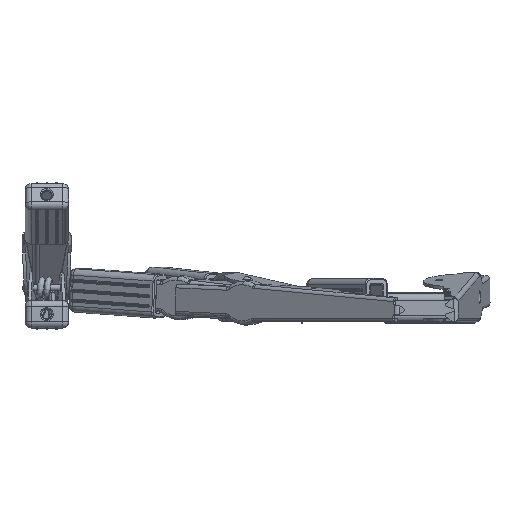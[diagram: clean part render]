
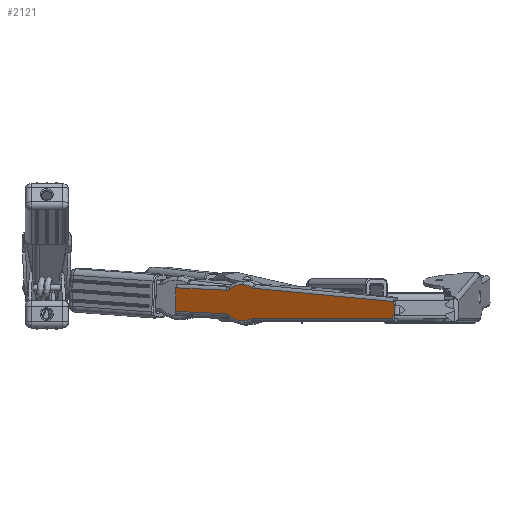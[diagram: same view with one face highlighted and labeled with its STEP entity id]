
A CAD part, front view. The second image highlights one B-rep face of the part: STEP entity #2121.
In plain terms, the highlighted face is planar.
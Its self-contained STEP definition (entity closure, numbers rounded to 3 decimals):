
#225 = DIRECTION ( 'NONE',  ( 0., 0., 1. ) ) ;
#416 = VERTEX_POINT ( 'NONE', #15625 ) ;
#448 = VERTEX_POINT ( 'NONE', #15691 ) ;
#618 = DIRECTION ( 'NONE',  ( 1., 0., 0. ) ) ;
#777 = CIRCLE ( 'NONE', #5543, 1.1 ) ;
#919 = CARTESIAN_POINT ( 'NONE',  ( 2.5, 0., 0. ) ) ;
#1047 = EDGE_CURVE ( 'NONE', #12861, #15895, #1629, .T. ) ;
#1114 = ORIENTED_EDGE ( 'NONE', *, *, #10699, .T. ) ;
#1199 = DIRECTION ( 'NONE',  ( 1., 0., 0. ) ) ;
#1236 = EDGE_CURVE ( 'NONE', #10876, #6276, #7534, .T. ) ;
#1304 = CIRCLE ( 'NONE', #4961, 1.1 ) ;
#1629 = LINE ( 'NONE', #3338, #16626 ) ;
#1710 = CARTESIAN_POINT ( 'NONE',  ( 3., 10., 0. ) ) ;
#1813 = CARTESIAN_POINT ( 'NONE',  ( -1.9, 0., 0. ) ) ;
#1877 = CARTESIAN_POINT ( 'NONE',  ( -3., 10., 0. ) ) ;
#2092 = VECTOR ( 'NONE', #14737, 1000. ) ;
#2121 = ADVANCED_FACE ( 'NONE', ( #10693 ), #5113, .F. ) ;
#2151 = VERTEX_POINT ( 'NONE', #13860 ) ;
#2228 = DIRECTION ( 'NONE',  ( 1., 0., 0. ) ) ;
#2291 = VERTEX_POINT ( 'NONE', #11263 ) ;
#2382 = AXIS2_PLACEMENT_3D ( 'NONE', #18632, #9916, #1199 ) ;
#2896 = AXIS2_PLACEMENT_3D ( 'NONE', #13131, #4429, #14612 ) ;
#2954 = ORIENTED_EDGE ( 'NONE', *, *, #17088, .T. ) ;
#2962 = VERTEX_POINT ( 'NONE', #4380 ) ;
#3162 = DIRECTION ( 'NONE',  ( 1., 0., 0. ) ) ;
#3318 = DIRECTION ( 'NONE',  ( 1., 0., 0. ) ) ;
#3338 = CARTESIAN_POINT ( 'NONE',  ( -2.612, 9.985, 0. ) ) ;
#3344 = EDGE_CURVE ( 'NONE', #10876, #10281, #17016, .T. ) ;
#3607 = AXIS2_PLACEMENT_3D ( 'NONE', #15468, #6784, #16943 ) ;
#3645 = CARTESIAN_POINT ( 'NONE',  ( 1.622, 13.201, 0. ) ) ;
#3772 = EDGE_CURVE ( 'NONE', #17039, #448, #4021, .T. ) ;
#4021 = CIRCLE ( 'NONE', #2896, 0.5 ) ;
#4155 = DIRECTION ( 'NONE',  ( 0., 0., -1. ) ) ;
#4159 = ORIENTED_EDGE ( 'NONE', *, *, #15947, .T. ) ;
#4166 = EDGE_CURVE ( 'NONE', #8020, #2962, #9712, .T. ) ;
#4223 = CIRCLE ( 'NONE', #17474, 4.522 ) ;
#4242 = VERTEX_POINT ( 'NONE', #9304 ) ;
#4246 = CIRCLE ( 'NONE', #5618, 4.522 ) ;
#4335 = ORIENTED_EDGE ( 'NONE', *, *, #7638, .T. ) ;
#4380 = CARTESIAN_POINT ( 'NONE',  ( 2.4, 15.477, 0. ) ) ;
#4429 = DIRECTION ( 'NONE',  ( 0., 0., 1. ) ) ;
#4573 = CARTESIAN_POINT ( 'NONE',  ( 1.9, 10., 0. ) ) ;
#4589 = ORIENTED_EDGE ( 'NONE', *, *, #1236, .F. ) ;
#4631 = EDGE_CURVE ( 'NONE', #2291, #9520, #7632, .T. ) ;
#4653 = EDGE_CURVE ( 'NONE', #4242, #12863, #4223, .T. ) ;
#4899 = DIRECTION ( 'NONE',  ( 0., 1., 0. ) ) ;
#4920 = ORIENTED_EDGE ( 'NONE', *, *, #4166, .T. ) ;
#4961 = AXIS2_PLACEMENT_3D ( 'NONE', #1877, #12053, #3318 ) ;
#5099 = CARTESIAN_POINT ( 'NONE',  ( 2.498, 15.066, 0. ) ) ;
#5113 = PLANE ( 'NONE',  #17127 ) ;
#5128 = DIRECTION ( 'NONE',  ( 1., 0., 0. ) ) ;
#5438 = VECTOR ( 'NONE', #4899, 1000. ) ;
#5543 = AXIS2_PLACEMENT_3D ( 'NONE', #8938, #225, #10417 ) ;
#5583 = DIRECTION ( 'NONE',  ( 0., 0., 1. ) ) ;
#5618 = AXIS2_PLACEMENT_3D ( 'NONE', #3645, #13806, #5128 ) ;
#5642 = LINE ( 'NONE', #15639, #9030 ) ;
#5777 = CARTESIAN_POINT ( 'NONE',  ( -0.696, 43.072, 0. ) ) ;
#5914 = EDGE_CURVE ( 'NONE', #12863, #17229, #9922, .T. ) ;
#5996 = LINE ( 'NONE', #4573, #2092 ) ;
#6229 = ORIENTED_EDGE ( 'NONE', *, *, #18526, .T. ) ;
#6276 = VERTEX_POINT ( 'NONE', #13961 ) ;
#6598 = CARTESIAN_POINT ( 'NONE',  ( 0.726, 43.4, 0. ) ) ;
#6784 = DIRECTION ( 'NONE',  ( 0., 0., -1. ) ) ;
#6791 = CARTESIAN_POINT ( 'NONE',  ( -1.9, 10., 0. ) ) ;
#6821 = ORIENTED_EDGE ( 'NONE', *, *, #12447, .T. ) ;
#7488 = CARTESIAN_POINT ( 'NONE',  ( 2.096, 10.626, 0. ) ) ;
#7534 = LINE ( 'NONE', #919, #18694 ) ;
#7592 = LINE ( 'NONE', #5777, #14865 ) ;
#7632 = CIRCLE ( 'NONE', #14555, 0.5 ) ;
#7638 = EDGE_CURVE ( 'NONE', #416, #2151, #4246, .T. ) ;
#8000 = ORIENTED_EDGE ( 'NONE', *, *, #3772, .T. ) ;
#8020 = VERTEX_POINT ( 'NONE', #12559 ) ;
#8201 = ORIENTED_EDGE ( 'NONE', *, *, #4653, .T. ) ;
#8938 = CARTESIAN_POINT ( 'NONE',  ( -3.5, 15.519, 0. ) ) ;
#9030 = VECTOR ( 'NONE', #18586, 1000. ) ;
#9239 = VECTOR ( 'NONE', #17821, 1000. ) ;
#9244 = CIRCLE ( 'NONE', #3607, 4.522 ) ;
#9263 = CIRCLE ( 'NONE', #2382, 1.1 ) ;
#9304 = CARTESIAN_POINT ( 'NONE',  ( 2.9, 13.201, 0. ) ) ;
#9520 = VERTEX_POINT ( 'NONE', #13648 ) ;
#9584 = VERTEX_POINT ( 'NONE', #5099 ) ;
#9712 = LINE ( 'NONE', #13435, #9239 ) ;
#9746 = CARTESIAN_POINT ( 'NONE',  ( -1.335, 43.072, 0. ) ) ;
#9916 = DIRECTION ( 'NONE',  ( 0., 0., 1. ) ) ;
#9922 = CIRCLE ( 'NONE', #13701, 1.1 ) ;
#10281 = VERTEX_POINT ( 'NONE', #6791 ) ;
#10417 = DIRECTION ( 'NONE',  ( 1., 0., 0. ) ) ;
#10543 = VECTOR ( 'NONE', #618, 1000. ) ;
#10693 = FACE_OUTER_BOUND ( 'NONE', #13917, .T. ) ;
#10698 = ORIENTED_EDGE ( 'NONE', *, *, #13566, .T. ) ;
#10699 = EDGE_CURVE ( 'NONE', #15895, #2291, #7592, .T. ) ;
#10751 = CARTESIAN_POINT ( 'NONE',  ( -1.9, 10., 0. ) ) ;
#10876 = VERTEX_POINT ( 'NONE', #1813 ) ;
#10955 = DIRECTION ( 'NONE',  ( 0., 0., 1. ) ) ;
#11263 = CARTESIAN_POINT ( 'NONE',  ( -1.196, 43.072, 0. ) ) ;
#11887 = DIRECTION ( 'NONE',  ( 0., 0., 1. ) ) ;
#12053 = DIRECTION ( 'NONE',  ( 0., 0., 1. ) ) ;
#12237 = ORIENTED_EDGE ( 'NONE', *, *, #16900, .T. ) ;
#12447 = EDGE_CURVE ( 'NONE', #448, #8020, #17796, .T. ) ;
#12559 = CARTESIAN_POINT ( 'NONE',  ( 1.335, 43.072, 0. ) ) ;
#12861 = VERTEX_POINT ( 'NONE', #13318 ) ;
#12863 = VERTEX_POINT ( 'NONE', #7488 ) ;
#12869 = CARTESIAN_POINT ( 'NONE',  ( -1.622, 13.201, 0. ) ) ;
#13065 = ORIENTED_EDGE ( 'NONE', *, *, #16527, .T. ) ;
#13131 = CARTESIAN_POINT ( 'NONE',  ( 1.196, 43.572, 0. ) ) ;
#13318 = CARTESIAN_POINT ( 'NONE',  ( -2.4, 15.477, 0. ) ) ;
#13435 = CARTESIAN_POINT ( 'NONE',  ( 2.603, 10.216, 0. ) ) ;
#13566 = EDGE_CURVE ( 'NONE', #17229, #6276, #5996, .T. ) ;
#13648 = CARTESIAN_POINT ( 'NONE',  ( -0.726, 43.4, 0. ) ) ;
#13701 = AXIS2_PLACEMENT_3D ( 'NONE', #1710, #11887, #3162 ) ;
#13806 = DIRECTION ( 'NONE',  ( 0., 0., -1. ) ) ;
#13860 = CARTESIAN_POINT ( 'NONE',  ( -2.498, 15.066, 0. ) ) ;
#13900 = ORIENTED_EDGE ( 'NONE', *, *, #1047, .T. ) ;
#13917 = EDGE_LOOP ( 'NONE', ( #4159, #8000, #6821, #4920, #13065, #2954, #8201, #16559, #10698, #4589, #17770, #12237, #4335, #6229, #13900, #1114, #14234 ) ) ;
#13961 = CARTESIAN_POINT ( 'NONE',  ( 1.9, 0., 0. ) ) ;
#14234 = ORIENTED_EDGE ( 'NONE', *, *, #4631, .T. ) ;
#14269 = CARTESIAN_POINT ( 'NONE',  ( -1.196, 43.572, 0. ) ) ;
#14338 = DIRECTION ( 'NONE',  ( 1., 0., 0. ) ) ;
#14462 = DIRECTION ( 'NONE',  ( 1., 0., 0. ) ) ;
#14555 = AXIS2_PLACEMENT_3D ( 'NONE', #14269, #5583, #15723 ) ;
#14612 = DIRECTION ( 'NONE',  ( 1., 0., 0. ) ) ;
#14737 = DIRECTION ( 'NONE',  ( 0., -1., 0. ) ) ;
#14865 = VECTOR ( 'NONE', #14462, 1000. ) ;
#15468 = CARTESIAN_POINT ( 'NONE',  ( -1.622, 13.201, 0. ) ) ;
#15625 = CARTESIAN_POINT ( 'NONE',  ( -2.096, 10.626, 0. ) ) ;
#15639 = CARTESIAN_POINT ( 'NONE',  ( -3., 43.4, 0. ) ) ;
#15691 = CARTESIAN_POINT ( 'NONE',  ( 1.196, 43.072, 0. ) ) ;
#15723 = DIRECTION ( 'NONE',  ( 1., 0., 0. ) ) ;
#15779 = CARTESIAN_POINT ( 'NONE',  ( 1.9, 10., 0. ) ) ;
#15895 = VERTEX_POINT ( 'NONE', #9746 ) ;
#15947 = EDGE_CURVE ( 'NONE', #9520, #17039, #5642, .T. ) ;
#16436 = DIRECTION ( 'NONE',  ( 0.039, 0.999, 0. ) ) ;
#16527 = EDGE_CURVE ( 'NONE', #2962, #9584, #9263, .T. ) ;
#16559 = ORIENTED_EDGE ( 'NONE', *, *, #5914, .T. ) ;
#16626 = VECTOR ( 'NONE', #16436, 1000. ) ;
#16723 = CARTESIAN_POINT ( 'NONE',  ( -3., 10., 0. ) ) ;
#16900 = EDGE_CURVE ( 'NONE', #10281, #416, #1304, .T. ) ;
#16943 = DIRECTION ( 'NONE',  ( 1., 0., 0. ) ) ;
#17016 = LINE ( 'NONE', #10751, #5438 ) ;
#17039 = VERTEX_POINT ( 'NONE', #6598 ) ;
#17088 = EDGE_CURVE ( 'NONE', #9584, #4242, #9244, .T. ) ;
#17127 = AXIS2_PLACEMENT_3D ( 'NONE', #16723, #10955, #2228 ) ;
#17229 = VERTEX_POINT ( 'NONE', #15779 ) ;
#17474 = AXIS2_PLACEMENT_3D ( 'NONE', #12869, #4155, #14338 ) ;
#17770 = ORIENTED_EDGE ( 'NONE', *, *, #3344, .T. ) ;
#17796 = LINE ( 'NONE', #18055, #10543 ) ;
#17821 = DIRECTION ( 'NONE',  ( 0.039, -0.999, 0. ) ) ;
#18055 = CARTESIAN_POINT ( 'NONE',  ( 0.696, 43.072, 0. ) ) ;
#18307 = DIRECTION ( 'NONE',  ( 1., 0., 0. ) ) ;
#18526 = EDGE_CURVE ( 'NONE', #2151, #12861, #777, .T. ) ;
#18586 = DIRECTION ( 'NONE',  ( 1., 0., 0. ) ) ;
#18632 = CARTESIAN_POINT ( 'NONE',  ( 3.5, 15.519, 0. ) ) ;
#18694 = VECTOR ( 'NONE', #18307, 1000. ) ;
